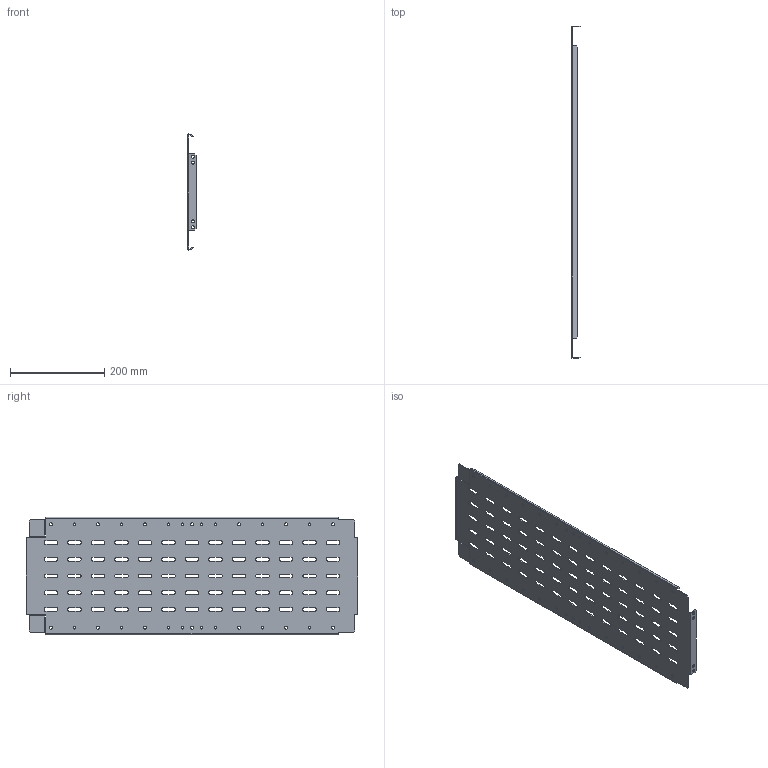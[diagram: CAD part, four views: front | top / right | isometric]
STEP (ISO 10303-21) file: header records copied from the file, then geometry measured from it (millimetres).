
FILE_DESCRIPTION (( 'STEP AP203' ), '1' );
FILE_NAME ('FO-00-SWV-025-080 FORMAT Ïåðåãîðîäêà ñåêöèîíèðîâàíèÿ âåðòèêàëüíàÿ 250õ800 IEK.STEP', '2024-07-04T12:26:22', ( '' ), ( '' ), 'SwSTEP 2.0', 'SolidWorks 2022', '' );
FILE_SCHEMA (( 'CONFIG_CONTROL_DESIGN' ));
Length unit declared in the file: millimetre
Products named in the file (1): FO-00-SWV-025-080 FORMAT Перегородка секционирования вертикальная 250х800 IEK
Bounding box: 17.5 x 705.5 x 248.93 mm (x, y, z)
Volume: 264509.2 mm3; surface area: 363747.7 mm2
Topology: 1 solids, 1 shells, 408 faces, 1218 edges, 812 vertices
Faces by surface type: cylinder 206, plane 202
Entity records: 14339 total; most frequent: DIRECTION 2448, CARTESIAN_POINT 2439, ORIENTED_EDGE 2436, EDGE_CURVE 1218, AXIS2_PLACEMENT_3D 821, VERTEX_POINT 812, LINE 806, VECTOR 806
